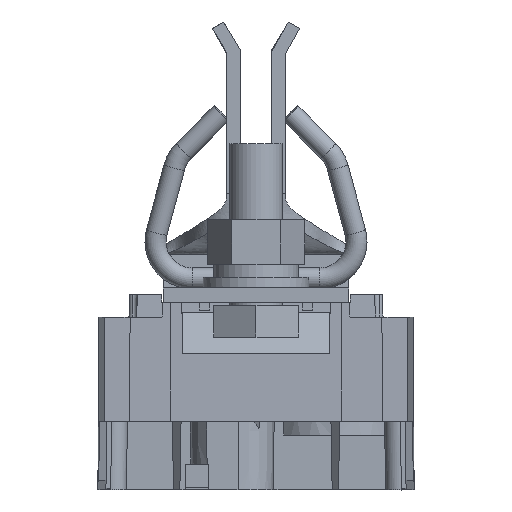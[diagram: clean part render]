
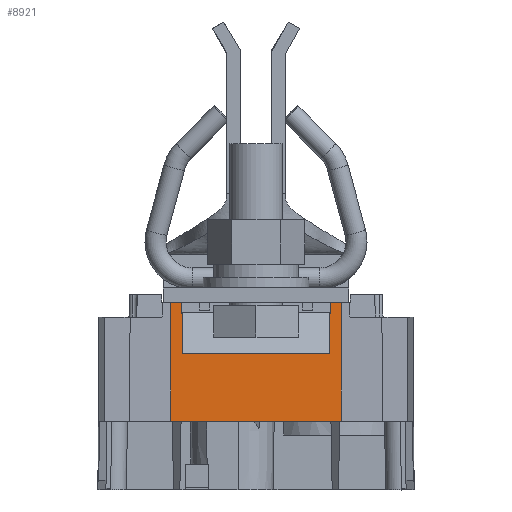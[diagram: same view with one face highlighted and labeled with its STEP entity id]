
A CAD part, front view. The second image highlights one B-rep face of the part: STEP entity #8921.
In plain terms, the highlighted planar face has unit normal (0, -1, 0.006).
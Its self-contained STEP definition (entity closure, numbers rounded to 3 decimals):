
#7973=FACE_OUTER_BOUND('',#11071,.T.);
#8921=ADVANCED_FACE('',(#7973),#9878,.T.);
#9878=PLANE('',#27680);
#11071=EDGE_LOOP('',(#15494,#15495,#15496,#15497,#15498,#15499,#15500,#15501));
#15494=ORIENTED_EDGE('',*,*,#21509,.F.);
#15495=ORIENTED_EDGE('',*,*,#21499,.T.);
#15496=ORIENTED_EDGE('',*,*,#21506,.T.);
#15497=ORIENTED_EDGE('',*,*,#21510,.F.);
#15498=ORIENTED_EDGE('',*,*,#21497,.T.);
#15499=ORIENTED_EDGE('',*,*,#21493,.F.);
#15500=ORIENTED_EDGE('',*,*,#21511,.T.);
#15501=ORIENTED_EDGE('',*,*,#21512,.F.);
#19092=VERTEX_POINT('',#37200);
#19093=VERTEX_POINT('',#37201);
#19095=VERTEX_POINT('',#37208);
#19096=VERTEX_POINT('',#37212);
#19097=VERTEX_POINT('',#37213);
#19102=VERTEX_POINT('',#37227);
#19103=VERTEX_POINT('',#37231);
#19104=VERTEX_POINT('',#37236);
#21493=EDGE_CURVE('',#19092,#19093,#24012,.T.);
#21497=EDGE_CURVE('',#19095,#19093,#24016,.T.);
#21499=EDGE_CURVE('',#19096,#19097,#24018,.T.);
#21506=EDGE_CURVE('',#19097,#19102,#24025,.T.);
#21509=EDGE_CURVE('',#19096,#19103,#24028,.T.);
#21510=EDGE_CURVE('',#19095,#19102,#24029,.T.);
#21511=EDGE_CURVE('',#19092,#19104,#24030,.T.);
#21512=EDGE_CURVE('',#19103,#19104,#24031,.T.);
#24012=LINE('',#37199,#26198);
#24016=LINE('',#37207,#26202);
#24018=LINE('',#37211,#26204);
#24025=LINE('',#37226,#26211);
#24028=LINE('',#37232,#26214);
#24029=LINE('',#37234,#26215);
#24030=LINE('',#37235,#26216);
#24031=LINE('',#37237,#26217);
#26198=VECTOR('',#31193,1.);
#26202=VECTOR('',#31199,1.);
#26204=VECTOR('',#31203,1.);
#26211=VECTOR('',#31214,1.);
#26214=VECTOR('',#31219,1.);
#26215=VECTOR('',#31222,1.);
#26216=VECTOR('',#31223,1.);
#26217=VECTOR('',#31224,1.);
#27680=AXIS2_PLACEMENT_3D('',#37238,#31225,#31226);
#31193=DIRECTION('',(-1.,0.,0.));
#31199=DIRECTION('',(0.006,-0.006,-1.));
#31203=DIRECTION('',(-1.,0.,0.));
#31214=DIRECTION('',(-0.006,0.006,1.));
#31219=DIRECTION('',(0.006,0.006,1.));
#31222=DIRECTION('',(1.,0.,0.));
#31223=DIRECTION('',(0.006,0.006,1.));
#31224=DIRECTION('',(1.,0.,0.));
#31225=DIRECTION('',(0.,-1.,0.006));
#31226=DIRECTION('',(-1.,0.,0.));
#37199=CARTESIAN_POINT('',(45.676,36.776,13.));
#37200=CARTESIAN_POINT('',(45.976,36.776,13.));
#37201=CARTESIAN_POINT('',(13.824,36.776,13.));
#37207=CARTESIAN_POINT('',(13.896,36.704,0.667));
#37208=CARTESIAN_POINT('',(13.694,36.906,35.5));
#37211=CARTESIAN_POINT('',(54.75,36.85,25.739));
#37212=CARTESIAN_POINT('',(43.85,36.85,25.739));
#37213=CARTESIAN_POINT('',(15.95,36.85,25.739));
#37226=CARTESIAN_POINT('',(16.1,36.7,-0.08));
#37227=CARTESIAN_POINT('',(15.894,36.906,35.5));
#37231=CARTESIAN_POINT('',(43.906,36.906,35.5));
#37232=CARTESIAN_POINT('',(43.7,36.7,-0.08));
#37234=CARTESIAN_POINT('',(29.9,36.906,35.5));
#37235=CARTESIAN_POINT('',(45.899,36.699,-0.093));
#37236=CARTESIAN_POINT('',(46.106,36.906,35.5));
#37237=CARTESIAN_POINT('',(29.9,36.906,35.5));
#37238=CARTESIAN_POINT('',(29.9,36.7,0.));
